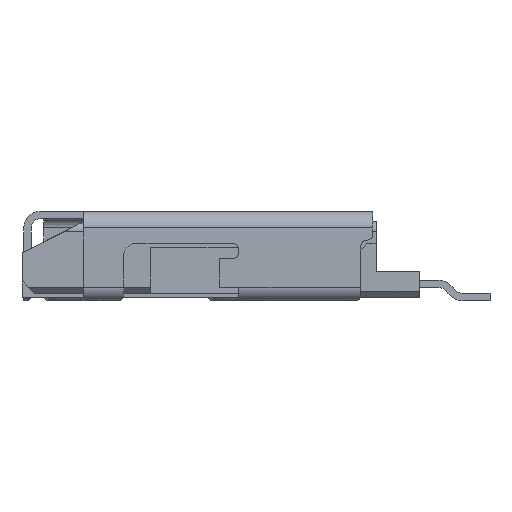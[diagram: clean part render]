
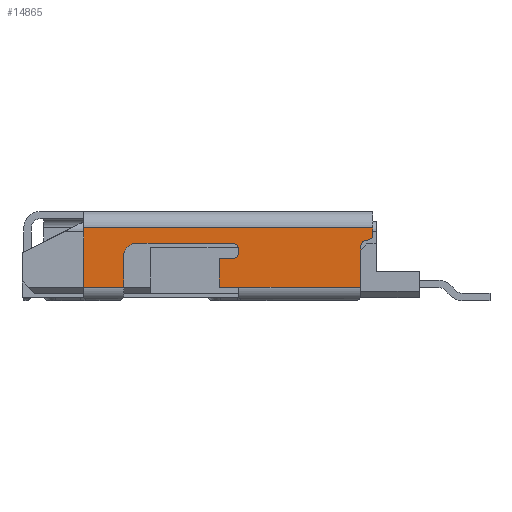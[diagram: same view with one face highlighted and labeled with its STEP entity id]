
A CAD part, left-side view. The second image highlights one B-rep face of the part: STEP entity #14865.
In plain terms, the highlighted planar face has unit normal (-1, 0, 0).
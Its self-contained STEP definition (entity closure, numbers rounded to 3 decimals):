
#891 = VERTEX_POINT('',#892);
#892 = CARTESIAN_POINT('',(-5.62,-1.655,0.22));
#899 = EDGE_CURVE('',#900,#891,#902,.T.);
#900 = VERTEX_POINT('',#901);
#901 = CARTESIAN_POINT('',(-5.62,0.325,0.22));
#902 = LINE('',#903,#904);
#903 = CARTESIAN_POINT('',(-5.62,0.325,0.22));
#904 = VECTOR('',#905,1.);
#905 = DIRECTION('',(0.,-1.,0.));
#14218 = VERTEX_POINT('',#14219);
#14219 = CARTESIAN_POINT('',(-5.62,-1.855,1.08));
#14225 = EDGE_CURVE('',#14218,#14226,#14228,.T.);
#14226 = VERTEX_POINT('',#14227);
#14227 = CARTESIAN_POINT('',(-5.62,-1.855,1.18));
#14228 = LINE('',#14229,#14230);
#14229 = CARTESIAN_POINT('',(-5.62,-1.855,1.08));
#14230 = VECTOR('',#14231,1.);
#14231 = DIRECTION('',(0.,0.,1.));
#14780 = VERTEX_POINT('',#14781);
#14781 = CARTESIAN_POINT('',(-5.62,2.845,1.18));
#14788 = EDGE_CURVE('',#14780,#14789,#14791,.T.);
#14789 = VERTEX_POINT('',#14790);
#14790 = CARTESIAN_POINT('',(-5.62,2.845,0.22));
#14791 = LINE('',#14792,#14793);
#14792 = CARTESIAN_POINT('',(-5.62,2.845,1.18));
#14793 = VECTOR('',#14794,1.);
#14794 = DIRECTION('',(0.,0.,-1.));
#14845 = VERTEX_POINT('',#14846);
#14846 = CARTESIAN_POINT('',(-5.62,2.195,0.22));
#14853 = EDGE_CURVE('',#14789,#14845,#14854,.T.);
#14854 = LINE('',#14855,#14856);
#14855 = CARTESIAN_POINT('',(-5.62,2.845,0.22));
#14856 = VECTOR('',#14857,1.);
#14857 = DIRECTION('',(0.,-1.,0.));
#14865 = ADVANCED_FACE('',(#14866),#14983,.T.);
#14866 = FACE_BOUND('',#14867,.F.);
#14867 = EDGE_LOOP('',(#14868,#14869,#14870,#14876,#14877,#14886,#14895,
    #14903,#14909,#14910,#14918,#14926,#14934,#14943,#14951,#14960,
    #14968,#14977));
#14868 = ORIENTED_EDGE('',*,*,#14853,.F.);
#14869 = ORIENTED_EDGE('',*,*,#14788,.F.);
#14870 = ORIENTED_EDGE('',*,*,#14871,.T.);
#14871 = EDGE_CURVE('',#14780,#14226,#14872,.T.);
#14872 = LINE('',#14873,#14874);
#14873 = CARTESIAN_POINT('',(-5.62,2.845,1.18));
#14874 = VECTOR('',#14875,1.);
#14875 = DIRECTION('',(0.,-1.,0.));
#14876 = ORIENTED_EDGE('',*,*,#14225,.F.);
#14877 = ORIENTED_EDGE('',*,*,#14878,.F.);
#14878 = EDGE_CURVE('',#14879,#14218,#14881,.T.);
#14879 = VERTEX_POINT('',#14880);
#14880 = CARTESIAN_POINT('',(-5.62,-1.755,0.98));
#14881 = CIRCLE('',#14882,0.1);
#14882 = AXIS2_PLACEMENT_3D('',#14883,#14884,#14885);
#14883 = CARTESIAN_POINT('',(-5.62,-1.755,1.08));
#14884 = DIRECTION('',(-1.,0.,0.));
#14885 = DIRECTION('',(0.,0.,-1.));
#14886 = ORIENTED_EDGE('',*,*,#14887,.F.);
#14887 = EDGE_CURVE('',#14888,#14879,#14890,.T.);
#14888 = VERTEX_POINT('',#14889);
#14889 = CARTESIAN_POINT('',(-5.62,-1.655,0.88));
#14890 = CIRCLE('',#14891,0.1);
#14891 = AXIS2_PLACEMENT_3D('',#14892,#14893,#14894);
#14892 = CARTESIAN_POINT('',(-5.62,-1.755,0.88));
#14893 = DIRECTION('',(1.,0.,0.));
#14894 = DIRECTION('',(0.,1.,0.));
#14895 = ORIENTED_EDGE('',*,*,#14896,.F.);
#14896 = EDGE_CURVE('',#14897,#14888,#14899,.T.);
#14897 = VERTEX_POINT('',#14898);
#14898 = CARTESIAN_POINT('',(-5.62,-1.655,0.82));
#14899 = LINE('',#14900,#14901);
#14900 = CARTESIAN_POINT('',(-5.62,-1.655,0.82));
#14901 = VECTOR('',#14902,1.);
#14902 = DIRECTION('',(0.,0.,1.));
#14903 = ORIENTED_EDGE('',*,*,#14904,.F.);
#14904 = EDGE_CURVE('',#891,#14897,#14905,.T.);
#14905 = LINE('',#14906,#14907);
#14906 = CARTESIAN_POINT('',(-5.62,-1.655,0.22));
#14907 = VECTOR('',#14908,1.);
#14908 = DIRECTION('',(0.,0.,1.));
#14909 = ORIENTED_EDGE('',*,*,#899,.F.);
#14910 = ORIENTED_EDGE('',*,*,#14911,.F.);
#14911 = EDGE_CURVE('',#14912,#900,#14914,.T.);
#14912 = VERTEX_POINT('',#14913);
#14913 = CARTESIAN_POINT('',(-5.62,0.645,0.22));
#14914 = LINE('',#14915,#14916);
#14915 = CARTESIAN_POINT('',(-5.62,0.645,0.22));
#14916 = VECTOR('',#14917,1.);
#14917 = DIRECTION('',(0.,-1.,0.));
#14918 = ORIENTED_EDGE('',*,*,#14919,.F.);
#14919 = EDGE_CURVE('',#14920,#14912,#14922,.T.);
#14920 = VERTEX_POINT('',#14921);
#14921 = CARTESIAN_POINT('',(-5.62,0.645,0.68));
#14922 = LINE('',#14923,#14924);
#14923 = CARTESIAN_POINT('',(-5.62,0.645,0.68));
#14924 = VECTOR('',#14925,1.);
#14925 = DIRECTION('',(0.,0.,-1.));
#14926 = ORIENTED_EDGE('',*,*,#14927,.F.);
#14927 = EDGE_CURVE('',#14928,#14920,#14930,.T.);
#14928 = VERTEX_POINT('',#14929);
#14929 = CARTESIAN_POINT('',(-5.62,0.425,0.68));
#14930 = LINE('',#14931,#14932);
#14931 = CARTESIAN_POINT('',(-5.62,0.425,0.68));
#14932 = VECTOR('',#14933,1.);
#14933 = DIRECTION('',(0.,1.,0.));
#14934 = ORIENTED_EDGE('',*,*,#14935,.F.);
#14935 = EDGE_CURVE('',#14936,#14928,#14938,.T.);
#14936 = VERTEX_POINT('',#14937);
#14937 = CARTESIAN_POINT('',(-5.62,0.325,0.78));
#14938 = CIRCLE('',#14939,0.1);
#14939 = AXIS2_PLACEMENT_3D('',#14940,#14941,#14942);
#14940 = CARTESIAN_POINT('',(-5.62,0.425,0.78));
#14941 = DIRECTION('',(1.,0.,0.));
#14942 = DIRECTION('',(0.,-1.,0.));
#14943 = ORIENTED_EDGE('',*,*,#14944,.F.);
#14944 = EDGE_CURVE('',#14945,#14936,#14947,.T.);
#14945 = VERTEX_POINT('',#14946);
#14946 = CARTESIAN_POINT('',(-5.62,0.325,0.83));
#14947 = LINE('',#14948,#14949);
#14948 = CARTESIAN_POINT('',(-5.62,0.325,0.83));
#14949 = VECTOR('',#14950,1.);
#14950 = DIRECTION('',(0.,0.,-1.));
#14951 = ORIENTED_EDGE('',*,*,#14952,.F.);
#14952 = EDGE_CURVE('',#14953,#14945,#14955,.T.);
#14953 = VERTEX_POINT('',#14954);
#14954 = CARTESIAN_POINT('',(-5.62,0.425,0.93));
#14955 = CIRCLE('',#14956,0.1);
#14956 = AXIS2_PLACEMENT_3D('',#14957,#14958,#14959);
#14957 = CARTESIAN_POINT('',(-5.62,0.425,0.83));
#14958 = DIRECTION('',(1.,0.,0.));
#14959 = DIRECTION('',(0.,0.,1.));
#14960 = ORIENTED_EDGE('',*,*,#14961,.F.);
#14961 = EDGE_CURVE('',#14962,#14953,#14964,.T.);
#14962 = VERTEX_POINT('',#14963);
#14963 = CARTESIAN_POINT('',(-5.62,1.995,0.93));
#14964 = LINE('',#14965,#14966);
#14965 = CARTESIAN_POINT('',(-5.62,1.995,0.93));
#14966 = VECTOR('',#14967,1.);
#14967 = DIRECTION('',(0.,-1.,0.));
#14968 = ORIENTED_EDGE('',*,*,#14969,.F.);
#14969 = EDGE_CURVE('',#14970,#14962,#14972,.T.);
#14970 = VERTEX_POINT('',#14971);
#14971 = CARTESIAN_POINT('',(-5.62,2.195,0.73));
#14972 = CIRCLE('',#14973,0.2);
#14973 = AXIS2_PLACEMENT_3D('',#14974,#14975,#14976);
#14974 = CARTESIAN_POINT('',(-5.62,1.995,0.73));
#14975 = DIRECTION('',(1.,0.,0.));
#14976 = DIRECTION('',(0.,1.,0.));
#14977 = ORIENTED_EDGE('',*,*,#14978,.F.);
#14978 = EDGE_CURVE('',#14845,#14970,#14979,.T.);
#14979 = LINE('',#14980,#14981);
#14980 = CARTESIAN_POINT('',(-5.62,2.195,0.22));
#14981 = VECTOR('',#14982,1.);
#14982 = DIRECTION('',(0.,0.,1.));
#14983 = PLANE('',#14984);
#14984 = AXIS2_PLACEMENT_3D('',#14985,#14986,#14987);
#14985 = CARTESIAN_POINT('',(-5.62,2.845,1.45));
#14986 = DIRECTION('',(-1.,0.,0.));
#14987 = DIRECTION('',(0.,-1.,0.));
